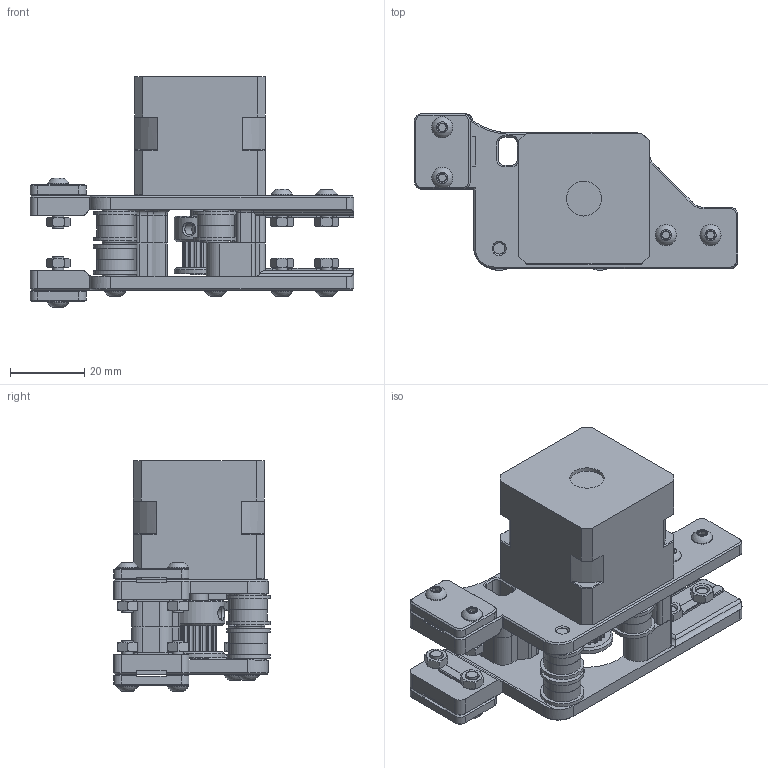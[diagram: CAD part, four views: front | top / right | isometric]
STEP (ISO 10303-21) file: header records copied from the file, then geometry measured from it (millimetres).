
FILE_DESCRIPTION(/* description */ (''),/* implementation_level */ '2;1');
FILE_NAME(/* name */ 'B_Drive.step',/* time_stamp */ '2021-05-18T00:49:22-07:00',/* author */ (''),/* organization */ (''),/* preprocessor_version */ 'ST-DEVELOPER v18.1',/* originating_system */ 'Autodesk Translation Framework v10.6.0.1341',/* authorisation */ '');
FILE_SCHEMA (('AUTOMOTIVE_DESIGN { 1 0 10303 214 3 1 1 }'));
Length unit declared in the file: millimetre
Products named in the file (25): B Drive; B Drive_1; NEMA14 Stepper  (1); GT2 16T v2 (1) (1)(Mirror) (1); Hardware (1); f623_stack v1 (1); f623-rs (1); f623-rs (1)_1; f623_stack v1 (1)_1; f623-rs (1)_2; f623-rs (1)_3; f623_stack v1 (1)_2; f623-rs (1)_4; f623-rs (1)_5; M3 washer-1 (1); M3x12 BHCS v1 (1); M3_Hex_Nut v1 (2); M3x10 BHCS v1 (1); M3_Hex_Nut v1 (1) (1); M3x8 BHCS v1 (1); M3x25 SHCS v1 (1); M3x25 BHCS v1 (1); B Drive Frame; B_Drive_Frame_Upper; B_Drive_Frame_Lower
Assembly tree (50 placements, depth 6):
  B Drive
    B Drive_1
      NEMA14 Stepper  (1)
        GT2 16T v2 (1) (1)(Mirror) (1)
      Hardware (1)
        f623_stack v1 (1)
          f623-rs (1)
            M3 washer-1 (1)  x2
          f623-rs (1)_1
            M3 washer-1 (1)  x2
        f623_stack v1 (1)_1
          f623-rs (1)_2
            M3 washer-1 (1)  x2
          f623-rs (1)_3
            M3 washer-1 (1)  x2
        f623_stack v1 (1)_2
          f623-rs (1)_4
            M3 washer-1 (1)  x2
          f623-rs (1)_5
            M3 washer-1 (1)  x2
        M3x12 BHCS v1 (1)  x4
        M3_Hex_Nut v1 (2)  x4
        M3x10 BHCS v1 (1)  x4
        M3_Hex_Nut v1 (1) (1)  x4
        M3x8 BHCS v1 (1)
        M3x25 SHCS v1 (1)  x3
        M3x25 BHCS v1 (1)  x2
      B Drive Frame
        B_Drive_Frame_Upper
        B_Drive_Frame_Lower
Bounding box: 87 x 42.11 x 62.07 mm (x, y, z)
Volume: 67861.6 mm3; surface area: 33701.8 mm2
Topology: 52 solids, 52 shells, 1280 faces, 2864 edges, 1748 vertices
Faces by surface type: plane 578, cylinder 336, cone 323, torus 28, sphere 11, bspline 4
Full cylindrical faces by diameter (mm): 2.388 x4, 3 x34, 3.2 x12, 3.4 x19, 5 x2, 5.5 x3, 5.7 x11, 6 x4, 6.06 x12, 6.94 x12, 7 x12, 9.398 x1, 10 x6, 10.16 x1, 11.7 x6, 13.9 x2, 21.946 x1, 24 x2
Entity records: 29685 total; most frequent: CARTESIAN_POINT 6923, DIRECTION 4909, ORIENTED_EDGE 4422, EDGE_CURVE 2211, AXIS2_PLACEMENT_3D 1829, VERTEX_POINT 1373, LINE 1251, VECTOR 1251
